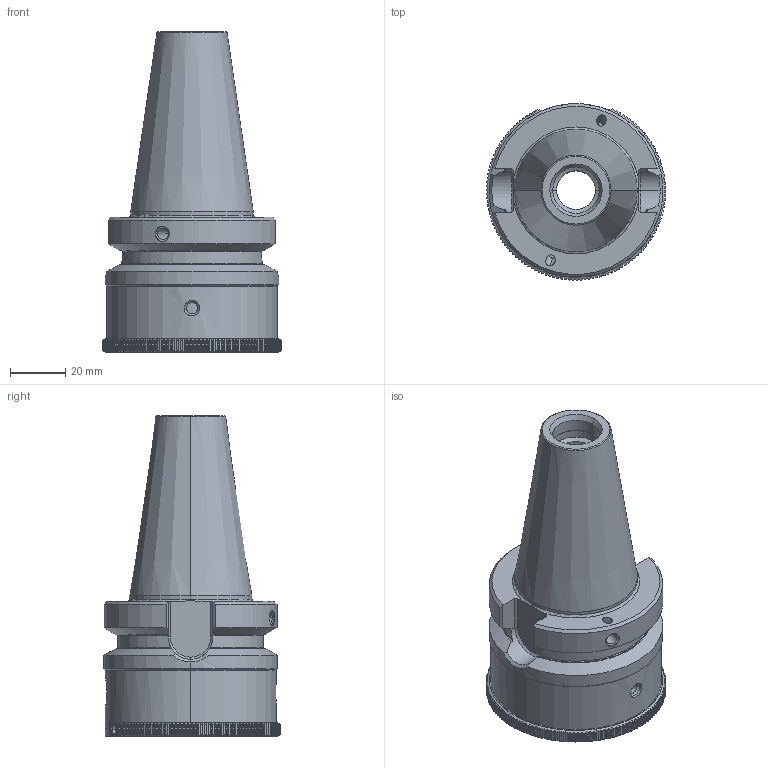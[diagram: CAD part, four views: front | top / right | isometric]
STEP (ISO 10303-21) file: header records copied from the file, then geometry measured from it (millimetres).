
FILE_DESCRIPTION(('no description'),'unknown implementation level');
FILE_NAME('673FEABA-02DA-4538-9EEC-C750656F4A09_export.stp',' ',('CIMSOURCE GmbH'),('CADClick - KiM GmbH - www.kimweb.de'),'unknown preprocess','ACIS','unknown authorization');
FILE_SCHEMA(('automotive_design'));
Length unit declared in the file: millimetre
Products named in the file (2): 336.302 Kaiser BVH SK40-BTV X CK6|336.302 Kaiser BVH SK40-BTV X CK6_Standard;NONE; 336.302 Kaiser BVH SK40-BTV X CK6|690.436 Kaiser ETL M12 X 18 CK6_Standard;NONE
Bounding box: 65 x 63.99 x 116.4 mm (x, y, z)
Volume: 135895.9 mm3; surface area: 39153.7 mm2
Topology: 2 solids, 2 shells, 785 faces, 2257 edges, 1471 vertices
Faces by surface type: plane 474, cylinder 224, cone 62, torus 23, bspline 2
Entity records: 52427 total; most frequent: CARTESIAN_POINT 8943, STYLED_ITEM 4511, PRESENTATION_STYLE_ASSIGNMENT 4511, COLOUR_RGB 4511, ORIENTED_EDGE 4506, DIRECTION 3482, EDGE_CURVE 2253, CURVE_STYLE 2253
